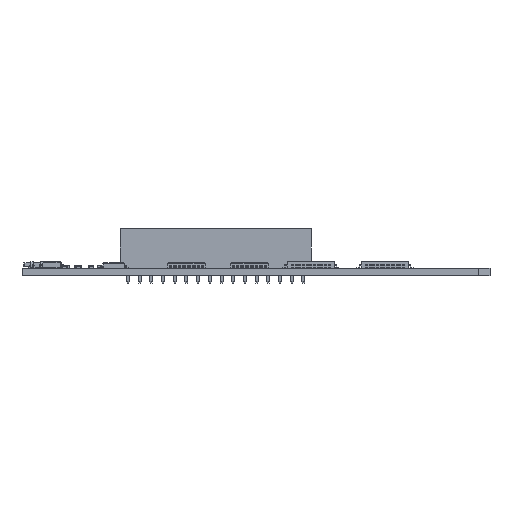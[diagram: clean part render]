
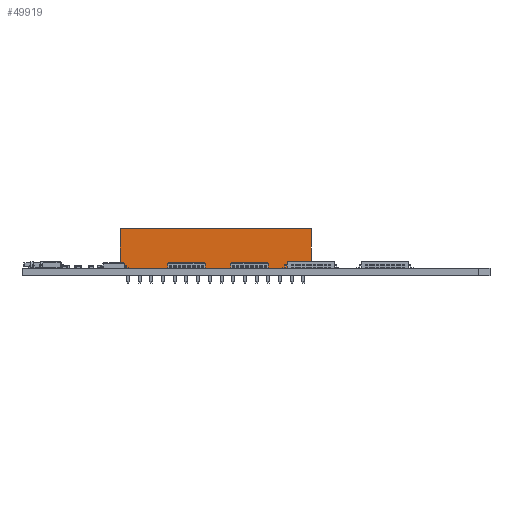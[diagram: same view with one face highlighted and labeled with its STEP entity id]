
A CAD part, front view. The second image highlights one B-rep face of the part: STEP entity #49919.
In plain terms, the highlighted planar face has unit normal (0, -1, 0).
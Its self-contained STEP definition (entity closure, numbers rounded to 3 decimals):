
#2589=PLANE('',#54284);
#5081=FACE_OUTER_BOUND('',#8281,.T.);
#8281=EDGE_LOOP('',(#44616,#44617,#44618,#44619));
#13318=LINE('',#81512,#18360);
#13320=LINE('',#81518,#18362);
#13323=LINE('',#81523,#18365);
#13324=LINE('',#81524,#18366);
#18360=VECTOR('',#67734,1.);
#18362=VECTOR('',#67738,1.);
#18365=VECTOR('',#67743,1.);
#18366=VECTOR('',#67744,1.);
#24425=VERTEX_POINT('',#81505);
#24428=VERTEX_POINT('',#81510);
#24430=VERTEX_POINT('',#81515);
#24431=VERTEX_POINT('',#81517);
#31157=EDGE_CURVE('',#24428,#24425,#13318,.T.);
#31159=EDGE_CURVE('',#24430,#24431,#13320,.T.);
#31162=EDGE_CURVE('',#24428,#24431,#13323,.T.);
#31163=EDGE_CURVE('',#24425,#24430,#13324,.T.);
#44616=ORIENTED_EDGE('',*,*,#31162,.T.);
#44617=ORIENTED_EDGE('',*,*,#31159,.F.);
#44618=ORIENTED_EDGE('',*,*,#31163,.F.);
#44619=ORIENTED_EDGE('',*,*,#31157,.F.);
#49919=ADVANCED_FACE('',(#5081),#2589,.F.);
#54284=AXIS2_PLACEMENT_3D('',#81522,#67741,#67742);
#67734=DIRECTION('',(1.,0.,0.));
#67738=DIRECTION('',(-1.,0.,0.));
#67741=DIRECTION('center_axis',(0.,1.,0.));
#67742=DIRECTION('ref_axis',(0.,0.,1.));
#67743=DIRECTION('',(0.,0.,-1.));
#67744=DIRECTION('',(0.,0.,-1.));
#81505=CARTESIAN_POINT('',(39.745,-1.26,8.65));
#81510=CARTESIAN_POINT('',(-1.645,-1.26,8.65));
#81512=CARTESIAN_POINT('',(19.05,-1.26,8.65));
#81515=CARTESIAN_POINT('',(39.745,-1.26,0.));
#81517=CARTESIAN_POINT('',(-1.645,-1.26,0.));
#81518=CARTESIAN_POINT('',(19.05,-1.26,0.));
#81522=CARTESIAN_POINT('Origin',(19.05,-1.26,4.325));
#81523=CARTESIAN_POINT('',(-1.645,-1.26,4.325));
#81524=CARTESIAN_POINT('',(39.745,-1.26,4.325));
